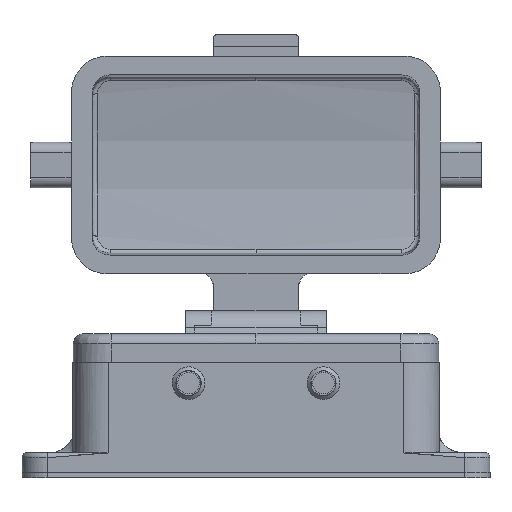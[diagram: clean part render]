
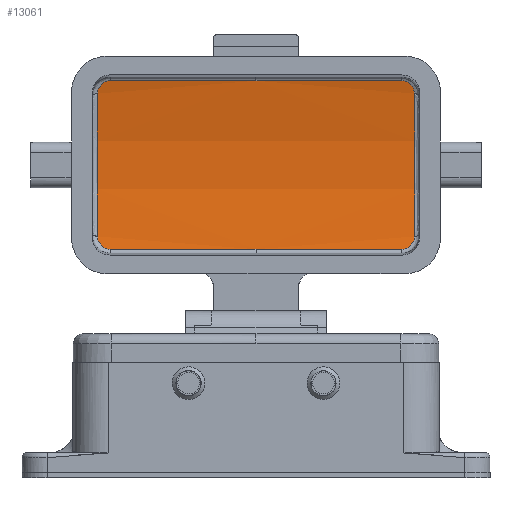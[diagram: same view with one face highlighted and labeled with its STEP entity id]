
A CAD part, front view. The second image highlights one B-rep face of the part: STEP entity #13061.
In plain terms, the highlighted cylindrical face has radius 77.95 mm (diameter 155.9 mm), a partial arc.
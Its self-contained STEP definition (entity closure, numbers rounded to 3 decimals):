
#7923=(
BOUNDED_CURVE()
B_SPLINE_CURVE(3,(#40018,#40019,#40020,#40021,#40022,#40023,#40024,#40025,
#40026),.UNSPECIFIED.,.F.,.F.)
B_SPLINE_CURVE_WITH_KNOTS((4,2,1,1,1,4),(0.,0.388,0.486,
0.603,0.744,1.),.UNSPECIFIED.)
CURVE()
GEOMETRIC_REPRESENTATION_ITEM()
RATIONAL_B_SPLINE_CURVE((1.,1.,1.,1.,1.,1.,1.,1.,1.))
REPRESENTATION_ITEM('')
);
#7925=(
BOUNDED_CURVE()
B_SPLINE_CURVE(3,(#40136,#40137,#40138,#40139,#40140,#40141,#40142,#40143,
#40144,#40145),.UNSPECIFIED.,.F.,.F.)
B_SPLINE_CURVE_WITH_KNOTS((4,2,1,1,2,4),(0.,0.132,0.362,
0.494,0.576,1.),.UNSPECIFIED.)
CURVE()
GEOMETRIC_REPRESENTATION_ITEM()
RATIONAL_B_SPLINE_CURVE((1.,1.,1.,1.,1.,1.,1.,1.,1.,1.))
REPRESENTATION_ITEM('')
);
#7926=(
BOUNDED_CURVE()
B_SPLINE_CURVE(3,(#40231,#40232,#40233,#40234,#40235,#40236,#40237,#40238,
#40239),.UNSPECIFIED.,.F.,.F.)
B_SPLINE_CURVE_WITH_KNOTS((4,1,1,1,2,4),(0.,0.256,0.397,
0.514,0.612,1.),.UNSPECIFIED.)
CURVE()
GEOMETRIC_REPRESENTATION_ITEM()
RATIONAL_B_SPLINE_CURVE((1.,1.,1.,1.,1.,1.,1.,1.,1.))
REPRESENTATION_ITEM('')
);
#7927=(
BOUNDED_CURVE()
B_SPLINE_CURVE(3,(#40374,#40375,#40376,#40377,#40378,#40379,#40380,#40381,
#40382,#40383),.UNSPECIFIED.,.F.,.F.)
B_SPLINE_CURVE_WITH_KNOTS((4,2,1,1,2,4),(0.,0.424,0.506,
0.638,0.868,1.),.UNSPECIFIED.)
CURVE()
GEOMETRIC_REPRESENTATION_ITEM()
RATIONAL_B_SPLINE_CURVE((1.,1.,1.,1.,1.,1.,1.,1.,1.,1.))
REPRESENTATION_ITEM('')
);
#8163=B_SPLINE_CURVE_WITH_KNOTS('',3,(#40471,#40472,#40473,#40474),
 .UNSPECIFIED.,.F.,.F.,(4,4),(0.,1.),.UNSPECIFIED.);
#8164=B_SPLINE_CURVE_WITH_KNOTS('',3,(#40493,#40494,#40495,#40496),
 .UNSPECIFIED.,.F.,.F.,(4,4),(0.,1.),.UNSPECIFIED.);
#8166=B_SPLINE_CURVE_WITH_KNOTS('',3,(#40519,#40520,#40521,#40522),
 .UNSPECIFIED.,.F.,.F.,(4,4),(0.,1.),.UNSPECIFIED.);
#8167=B_SPLINE_CURVE_WITH_KNOTS('',3,(#40524,#40525,#40526,#40527),
 .UNSPECIFIED.,.F.,.F.,(4,4),(0.,1.),.UNSPECIFIED.);
#8367=CYLINDRICAL_SURFACE('',#28755,77.95);
#13061=ADVANCED_FACE('',(#14678),#8367,.F.);
#14678=FACE_OUTER_BOUND('',#15805,.T.);
#15805=EDGE_LOOP('',(#18865,#18866,#18867,#18868,#18869,#18870,#18871,#18872,
#18873,#18874));
#18865=ORIENTED_EDGE('',*,*,#25761,.F.);
#18866=ORIENTED_EDGE('',*,*,#25758,.F.);
#18867=ORIENTED_EDGE('',*,*,#25753,.F.);
#18868=ORIENTED_EDGE('',*,*,#25750,.F.);
#18869=ORIENTED_EDGE('',*,*,#25764,.F.);
#18870=ORIENTED_EDGE('',*,*,#25765,.F.);
#18871=ORIENTED_EDGE('',*,*,#25743,.F.);
#18872=ORIENTED_EDGE('',*,*,#25746,.F.);
#18873=ORIENTED_EDGE('',*,*,#25747,.F.);
#18874=ORIENTED_EDGE('',*,*,#25762,.F.);
#23423=VERTEX_POINT('',#40017);
#23424=VERTEX_POINT('',#40027);
#23425=VERTEX_POINT('',#40109);
#23426=VERTEX_POINT('',#40146);
#23427=VERTEX_POINT('',#40229);
#23429=VERTEX_POINT('',#40240);
#23431=VERTEX_POINT('',#40329);
#23434=VERTEX_POINT('',#40365);
#23435=VERTEX_POINT('',#40465);
#23437=VERTEX_POINT('',#40523);
#25743=EDGE_CURVE('',#23423,#23424,#7923,.T.);
#25746=EDGE_CURVE('',#23425,#23423,#27774,.T.);
#25747=EDGE_CURVE('',#23426,#23425,#7925,.T.);
#25750=EDGE_CURVE('',#23427,#23429,#7926,.T.);
#25753=EDGE_CURVE('',#23429,#23431,#27777,.T.);
#25758=EDGE_CURVE('',#23431,#23434,#7927,.T.);
#25761=EDGE_CURVE('',#23434,#23435,#8163,.T.);
#25762=EDGE_CURVE('',#23435,#23426,#8164,.T.);
#25764=EDGE_CURVE('',#23437,#23427,#8166,.T.);
#25765=EDGE_CURVE('',#23424,#23437,#8167,.T.);
#27774=CIRCLE('',#28748,77.95);
#27777=CIRCLE('',#28751,77.95);
#28748=AXIS2_PLACEMENT_3D('',#40110,#31629,#31630);
#28751=AXIS2_PLACEMENT_3D('',#40328,#31635,#31636);
#28755=AXIS2_PLACEMENT_3D('',#40528,#31643,#31644);
#31629=DIRECTION('',(-1.,0.,0.));
#31630=DIRECTION('',(0.,0.983,0.182));
#31635=DIRECTION('',(1.,0.,0.));
#31636=DIRECTION('',(0.,0.983,-0.182));
#31643=DIRECTION('',(-1.,0.,0.));
#31644=DIRECTION('',(0.,0.974,0.227));
#40017=CARTESIAN_POINT('',(31.5,44.948,46.97));
#40018=CARTESIAN_POINT('',(31.5,44.948,46.97));
#40019=CARTESIAN_POINT('',(31.5,44.855,46.472));
#40020=CARTESIAN_POINT('',(31.313,44.759,45.984));
#40021=CARTESIAN_POINT('',(30.947,44.654,45.469));
#40022=CARTESIAN_POINT('',(30.772,44.61,45.254));
#40023=CARTESIAN_POINT('',(30.428,44.543,44.934));
#40024=CARTESIAN_POINT('',(29.852,44.462,44.561));
#40025=CARTESIAN_POINT('',(29.339,44.431,44.418));
#40026=CARTESIAN_POINT('',(29.,44.431,44.418));
#40027=CARTESIAN_POINT('',(29.,44.431,44.418));
#40109=CARTESIAN_POINT('',(31.5,44.948,75.35));
#40110=CARTESIAN_POINT('',(31.5,-31.7,61.16));
#40136=CARTESIAN_POINT('',(29.,44.431,77.902));
#40137=CARTESIAN_POINT('',(29.173,44.431,77.902));
#40138=CARTESIAN_POINT('',(29.343,44.436,77.878));
#40139=CARTESIAN_POINT('',(29.8,44.462,77.758));
#40140=CARTESIAN_POINT('',(30.234,44.509,77.543));
#40141=CARTESIAN_POINT('',(30.678,44.59,77.162));
#40142=CARTESIAN_POINT('',(30.861,44.633,76.955));
#40143=CARTESIAN_POINT('',(31.272,44.739,76.437));
#40144=CARTESIAN_POINT('',(31.5,44.846,75.9));
#40145=CARTESIAN_POINT('',(31.5,44.948,75.35));
#40146=CARTESIAN_POINT('',(29.,44.431,77.902));
#40229=CARTESIAN_POINT('',(-29.,44.431,44.418));
#40231=CARTESIAN_POINT('',(-29.,44.431,44.418));
#40232=CARTESIAN_POINT('',(-29.339,44.431,44.418));
#40233=CARTESIAN_POINT('',(-29.852,44.463,44.561));
#40234=CARTESIAN_POINT('',(-30.428,44.543,44.934));
#40235=CARTESIAN_POINT('',(-30.772,44.61,45.254));
#40236=CARTESIAN_POINT('',(-30.947,44.654,45.469));
#40237=CARTESIAN_POINT('',(-31.313,44.759,45.984));
#40238=CARTESIAN_POINT('',(-31.5,44.855,46.472));
#40239=CARTESIAN_POINT('',(-31.5,44.948,46.97));
#40240=CARTESIAN_POINT('',(-31.5,44.948,46.97));
#40328=CARTESIAN_POINT('',(-31.5,-31.7,61.16));
#40329=CARTESIAN_POINT('',(-31.5,44.948,75.35));
#40365=CARTESIAN_POINT('',(-29.,44.431,77.902));
#40374=CARTESIAN_POINT('',(-31.5,44.948,75.35));
#40375=CARTESIAN_POINT('',(-31.5,44.846,75.9));
#40376=CARTESIAN_POINT('',(-31.272,44.739,76.437));
#40377=CARTESIAN_POINT('',(-30.861,44.633,76.955));
#40378=CARTESIAN_POINT('',(-30.678,44.59,77.162));
#40379=CARTESIAN_POINT('',(-30.234,44.509,77.543));
#40380=CARTESIAN_POINT('',(-29.8,44.462,77.758));
#40381=CARTESIAN_POINT('',(-29.343,44.436,77.878));
#40382=CARTESIAN_POINT('',(-29.173,44.431,77.902));
#40383=CARTESIAN_POINT('',(-29.,44.431,77.902));
#40465=CARTESIAN_POINT('',(0.,44.431,77.902));
#40471=CARTESIAN_POINT('',(-29.,44.431,77.902));
#40472=CARTESIAN_POINT('',(-19.333,44.431,77.902));
#40473=CARTESIAN_POINT('',(-9.667,44.431,77.902));
#40474=CARTESIAN_POINT('',(0.,44.431,77.902));
#40493=CARTESIAN_POINT('',(0.,44.431,77.902));
#40494=CARTESIAN_POINT('',(9.667,44.431,77.902));
#40495=CARTESIAN_POINT('',(19.333,44.431,77.902));
#40496=CARTESIAN_POINT('',(29.,44.431,77.902));
#40519=CARTESIAN_POINT('',(0.,44.431,44.418));
#40520=CARTESIAN_POINT('',(-9.667,44.431,44.418));
#40521=CARTESIAN_POINT('',(-19.333,44.431,44.418));
#40522=CARTESIAN_POINT('',(-29.,44.431,44.418));
#40523=CARTESIAN_POINT('',(0.,44.431,44.418));
#40524=CARTESIAN_POINT('',(29.,44.431,44.418));
#40525=CARTESIAN_POINT('',(19.333,44.431,44.418));
#40526=CARTESIAN_POINT('',(9.667,44.431,44.418));
#40527=CARTESIAN_POINT('',(0.,44.431,44.418));
#40528=CARTESIAN_POINT('',(32.6,-31.7,61.16));
